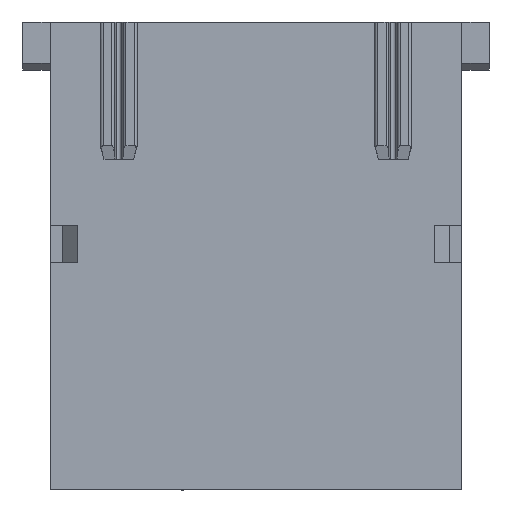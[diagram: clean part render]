
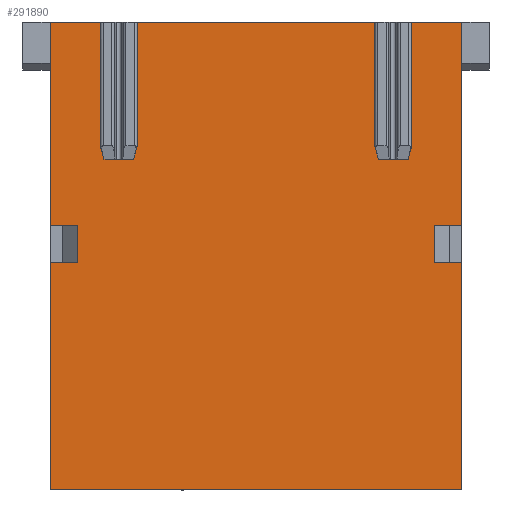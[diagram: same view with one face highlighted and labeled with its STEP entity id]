
A CAD part, left-side view. The second image highlights one B-rep face of the part: STEP entity #291890.
In plain terms, the highlighted planar face has unit normal (-1, 0, 0).
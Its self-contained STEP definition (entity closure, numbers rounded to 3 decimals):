
#1500=CARTESIAN_POINT('',(26.638,24.057,-28.344));
#1510=DIRECTION('',(0.,-1.,0.));
#1520=VECTOR('',#1510,1.);
#1530=LINE('',#1500,#1520);
#1540=CARTESIAN_POINT('',(26.638,32.557,
-28.344));
#1550=VERTEX_POINT('',#1540);
#1560=CARTESIAN_POINT('',(26.638,23.557,-28.344));
#1570=VERTEX_POINT('',#1560);
#1580=EDGE_CURVE('',#1550,#1570,#1530,.T.);
#2390=CARTESIAN_POINT('',(26.638,33.557,
-7.));
#2400=VERTEX_POINT('',#2390);
#2630=CARTESIAN_POINT('',(26.638,33.557,
-8.076));
#2640=VERTEX_POINT('',#2630);
#2670=CARTESIAN_POINT('',(26.638,33.557,0.));
#2680=DIRECTION('',(0.,0.,-1.));
#2690=VECTOR('',#2680,1.);
#2700=LINE('',#2670,#2690);
#2710=EDGE_CURVE('',#2400,#2640,#2700,.T.);
#7710=CARTESIAN_POINT('',(26.638,33.557,
-25.924));
#7720=VERTEX_POINT('',#7710);
#7750=CARTESIAN_POINT('',(26.638,0.,-16.932));
#7760=DIRECTION('',(0.,0.966,-0.259));
#7770=VECTOR('',#7760,1.);
#7780=LINE('',#7750,#7770);
#7790=CARTESIAN_POINT('',(26.638,32.557,-25.656))
;
#7800=VERTEX_POINT('',#7790);
#7810=EDGE_CURVE('',#7800,#7720,#7780,.T.);
#8530=CARTESIAN_POINT('',(26.638,33.557,
-27.));
#8540=VERTEX_POINT('',#8530);
#8700=CARTESIAN_POINT('',(26.638,33.557,
-28.076));
#8710=VERTEX_POINT('',#8700);
#8740=CARTESIAN_POINT('',(26.638,33.557,0.));
#8750=DIRECTION('',(0.,0.,-1.));
#8760=VECTOR('',#8750,1.);
#8770=LINE('',#8740,#8760);
#8780=EDGE_CURVE('',#8540,#8710,#8770,.T.);
#10620=CARTESIAN_POINT('',(26.638,33.557,
-27.));
#10630=VERTEX_POINT('',#10620);
#10660=CARTESIAN_POINT('',(26.638,33.557,0.));
#10670=DIRECTION('',(0.,0.,-1.));
#10680=VECTOR('',#10670,1.);
#10690=LINE('',#10660,#10680);
#10700=EDGE_CURVE('',#7720,#10630,#10690,.T.);
#12130=CARTESIAN_POINT('',(26.638,33.304,-8.344)
);
#12140=DIRECTION('',(0.,-1.,0.));
#12150=VECTOR('',#12140,1.);
#12160=LINE('',#12130,#12150);
#12170=CARTESIAN_POINT('',(26.638,32.557,
-8.344));
#12180=VERTEX_POINT('',#12170);
#12190=CARTESIAN_POINT('',(26.638,23.557,-8.344)
);
#12200=VERTEX_POINT('',#12190);
#12210=EDGE_CURVE('',#12180,#12200,#12160,.T.);
#15650=CARTESIAN_POINT('',(26.638,38.357,-4.)
);
#15660=VERTEX_POINT('',#15650);
#15690=CARTESIAN_POINT('',(26.638,0.,-4.));
#15700=DIRECTION('',(0.,-1.,0.));
#15710=VECTOR('',#15700,1.);
#15720=LINE('',#15690,#15710);
#15730=CARTESIAN_POINT('',(26.638,41.057,-4.)
);
#15740=VERTEX_POINT('',#15730);
#15750=EDGE_CURVE('',#15740,#15660,#15720,.T.);
#17770=CARTESIAN_POINT('',(26.638,33.557,0.));
#17780=DIRECTION('',(0.,0.,1.));
#17790=VECTOR('',#17780,1.);
#17800=LINE('',#17770,#17790);
#17810=EDGE_CURVE('',#8540,#10630,#17800,.T.);
#19120=CARTESIAN_POINT('',(26.638,0.,-37.068));
#19130=DIRECTION('',(0.,-0.966,-0.259));
#19140=VECTOR('',#19130,1.);
#19150=LINE('',#19120,#19140);
#19160=EDGE_CURVE('',#8710,#1550,#19150,.T.);
#20590=CARTESIAN_POINT('',(26.638,24.057,-25.656))
;
#20600=DIRECTION('',(0.,1.,0.));
#20610=VECTOR('',#20600,1.);
#20620=LINE('',#20590,#20610);
#20630=CARTESIAN_POINT('',(26.638,23.557,-25.656))
;
#20640=VERTEX_POINT('',#20630);
#20650=EDGE_CURVE('',#20640,#7800,#20620,.T.);
#22280=CARTESIAN_POINT('',(26.638,0.,-17.068));
#22290=DIRECTION('',(0.,-0.966,-0.259));
#22300=VECTOR('',#22290,1.);
#22310=LINE('',#22280,#22300);
#22320=EDGE_CURVE('',#2640,#12180,#22310,.T.);
#28330=CARTESIAN_POINT('',(26.638,33.557,
-5.924));
#28340=VERTEX_POINT('',#28330);
#28370=CARTESIAN_POINT('',(26.638,0.,3.068));
#28380=DIRECTION('',(0.,0.966,-0.259));
#28390=VECTOR('',#28380,1.);
#28400=LINE('',#28370,#28390);
#28410=CARTESIAN_POINT('',(26.638,32.557,
-5.656));
#28420=VERTEX_POINT('',#28410);
#28430=EDGE_CURVE('',#28420,#28340,#28400,.T.);
#32300=CARTESIAN_POINT('',(26.638,57.657,-32.));
#32310=VERTEX_POINT('',#32300);
#32480=CARTESIAN_POINT('',(26.638,57.657,
-2.));
#32490=VERTEX_POINT('',#32480);
#32520=CARTESIAN_POINT('',(26.638,57.657,0.));
#32530=DIRECTION('',(0.,0.,1.));
#32540=VECTOR('',#32530,1.);
#32550=LINE('',#32520,#32540);
#32560=EDGE_CURVE('',#32310,#32490,#32550,.T.);
#32640=CARTESIAN_POINT('',(26.638,33.557,0.));
#32650=DIRECTION('',(0.,0.,-1.));
#32660=VECTOR('',#32650,1.);
#32670=LINE('',#32640,#32660);
#32680=EDGE_CURVE('',#28340,#2400,#32670,.T.);
#42180=CARTESIAN_POINT('',(26.638,23.557,-32.));
#42190=VERTEX_POINT('',#42180);
#42220=CARTESIAN_POINT('',(26.638,23.557,0.));
#42230=DIRECTION('',(0.,0.,1.));
#42240=VECTOR('',#42230,1.);
#42250=LINE('',#42220,#42240);
#42260=EDGE_CURVE('',#42190,#1570,#42250,.T.);
#42410=EDGE_CURVE('',#20640,#12200,#42250,.T.);
#42600=CARTESIAN_POINT('',(26.638,23.557,-5.656));
#42610=VERTEX_POINT('',#42600);
#42640=CARTESIAN_POINT('',(26.638,23.557,
-2.));
#42650=VERTEX_POINT('',#42640);
#42660=EDGE_CURVE('',#42610,#42650,#42250,.T.);
#279550=CARTESIAN_POINT('',(26.638,24.057,-5.656))
;
#279560=DIRECTION('',(0.,1.,0.));
#279570=VECTOR('',#279560,1.);
#279580=LINE('',#279550,#279570);
#279590=EDGE_CURVE('',#42610,#28420,#279580,.T.);
#288060=CARTESIAN_POINT('',(26.638,0.,-2.));
#288070=DIRECTION('',(0.,-1.,0.));
#288080=VECTOR('',#288070,1.);
#288090=LINE('',#288060,#288080);
#288100=CARTESIAN_POINT('',(26.638,38.357,-2.
));
#288110=VERTEX_POINT('',#288100);
#288120=EDGE_CURVE('',#288110,#42650,#288090,.T.);
#288340=CARTESIAN_POINT('',(26.638,41.057,-2.
));
#288350=VERTEX_POINT('',#288340);
#288380=CARTESIAN_POINT('',(26.638,0.,-2.));
#288390=DIRECTION('',(0.,-1.,0.));
#288400=VECTOR('',#288390,1.);
#288410=LINE('',#288380,#288400);
#288420=EDGE_CURVE('',#32490,#288350,#288410,.T.);
#290210=CARTESIAN_POINT('',(26.638,0.,-32.));
#290220=DIRECTION('',(0.,1.,0.));
#290230=VECTOR('',#290220,1.);
#290240=LINE('',#290210,#290230);
#290250=CARTESIAN_POINT('',(26.638,41.057,-32.));
#290260=VERTEX_POINT('',#290250);
#290270=EDGE_CURVE('',#290260,#32310,#290240,.T.);
#290490=CARTESIAN_POINT('',(26.638,38.357,-32.));
#290500=VERTEX_POINT('',#290490);
#290530=CARTESIAN_POINT('',(26.638,0.,-32.));
#290540=DIRECTION('',(0.,1.,0.));
#290550=VECTOR('',#290540,1.);
#290560=LINE('',#290530,#290550);
#290570=EDGE_CURVE('',#42190,#290500,#290560,.T.);
#291260=CARTESIAN_POINT('',(26.638,23.557,0.));
#291270=DIRECTION('',(-1.,0.,0.));
#291280=DIRECTION('',(0.,0.,1.));
#291290=AXIS2_PLACEMENT_3D('',#291260,#291270,#291280);
#291300=PLANE('',#291290);
#291310=ORIENTED_EDGE('',*,*,#32560,.F.);
#291320=ORIENTED_EDGE('',*,*,#288420,.F.);
#291330=CARTESIAN_POINT('',(26.638,41.057,0.));
#291340=DIRECTION('',(0.,0.,-1.));
#291350=VECTOR('',#291340,1.);
#291360=LINE('',#291330,#291350);
#291370=EDGE_CURVE('',#288350,#15740,#291360,.T.);
#291380=ORIENTED_EDGE('',*,*,#291370,.F.);
#291390=ORIENTED_EDGE('',*,*,#15750,.F.);
#291400=CARTESIAN_POINT('',(26.638,38.357,0.));
#291410=DIRECTION('',(0.,0.,-1.));
#291420=VECTOR('',#291410,1.);
#291430=LINE('',#291400,#291420);
#291440=EDGE_CURVE('',#288110,#15660,#291430,.T.);
#291450=ORIENTED_EDGE('',*,*,#291440,.T.);
#291460=ORIENTED_EDGE('',*,*,#288120,.F.);
#291470=ORIENTED_EDGE('',*,*,#42660,.T.);
#291480=ORIENTED_EDGE('',*,*,#279590,.F.);
#291490=ORIENTED_EDGE('',*,*,#28430,.F.);
#291500=ORIENTED_EDGE('',*,*,#32680,.F.);
#291510=ORIENTED_EDGE('',*,*,#2710,.F.);
#291520=ORIENTED_EDGE('',*,*,#22320,.F.);
#291530=ORIENTED_EDGE('',*,*,#12210,.F.);
#291540=ORIENTED_EDGE('',*,*,#42410,.T.);
#291550=ORIENTED_EDGE('',*,*,#20650,.F.);
#291560=ORIENTED_EDGE('',*,*,#7810,.F.);
#291570=ORIENTED_EDGE('',*,*,#10700,.F.);
#291580=ORIENTED_EDGE('',*,*,#17810,.T.);
#291590=ORIENTED_EDGE('',*,*,#8780,.F.);
#291600=ORIENTED_EDGE('',*,*,#19160,.F.);
#291610=ORIENTED_EDGE('',*,*,#1580,.F.);
#291620=ORIENTED_EDGE('',*,*,#42260,.T.);
#291630=ORIENTED_EDGE('',*,*,#290570,.F.);
#291640=CARTESIAN_POINT('',(26.638,38.357,0.));
#291650=DIRECTION('',(0.,0.,-1.));
#291660=VECTOR('',#291650,1.);
#291670=LINE('',#291640,#291660);
#291680=CARTESIAN_POINT('',(26.638,38.357,-30.
));
#291690=VERTEX_POINT('',#291680);
#291700=EDGE_CURVE('',#291690,#290500,#291670,.T.);
#291710=ORIENTED_EDGE('',*,*,#291700,.T.);
#291720=CARTESIAN_POINT('',(26.638,0.,-30.));
#291730=DIRECTION('',(0.,-1.,0.));
#291740=VECTOR('',#291730,1.);
#291750=LINE('',#291720,#291740);
#291760=CARTESIAN_POINT('',(26.638,41.057,-30.
));
#291770=VERTEX_POINT('',#291760);
#291780=EDGE_CURVE('',#291770,#291690,#291750,.T.);
#291790=ORIENTED_EDGE('',*,*,#291780,.T.);
#291800=CARTESIAN_POINT('',(26.638,41.057,0.));
#291810=DIRECTION('',(0.,0.,-1.));
#291820=VECTOR('',#291810,1.);
#291830=LINE('',#291800,#291820);
#291840=EDGE_CURVE('',#291770,#290260,#291830,.T.);
#291850=ORIENTED_EDGE('',*,*,#291840,.F.);
#291860=ORIENTED_EDGE('',*,*,#290270,.F.);
#291870=EDGE_LOOP('',(#291860,#291850,#291790,#291710,#291630,#291620,
#291610,#291600,#291590,#291580,#291570,#291560,#291550,#291540,#291530,
#291520,#291510,#291500,#291490,#291480,#291470,#291460,#291450,#291390,
#291380,#291320,#291310));
#291880=FACE_OUTER_BOUND('',#291870,.T.);
#291890=ADVANCED_FACE('',(#291880),#291300,.T.);
